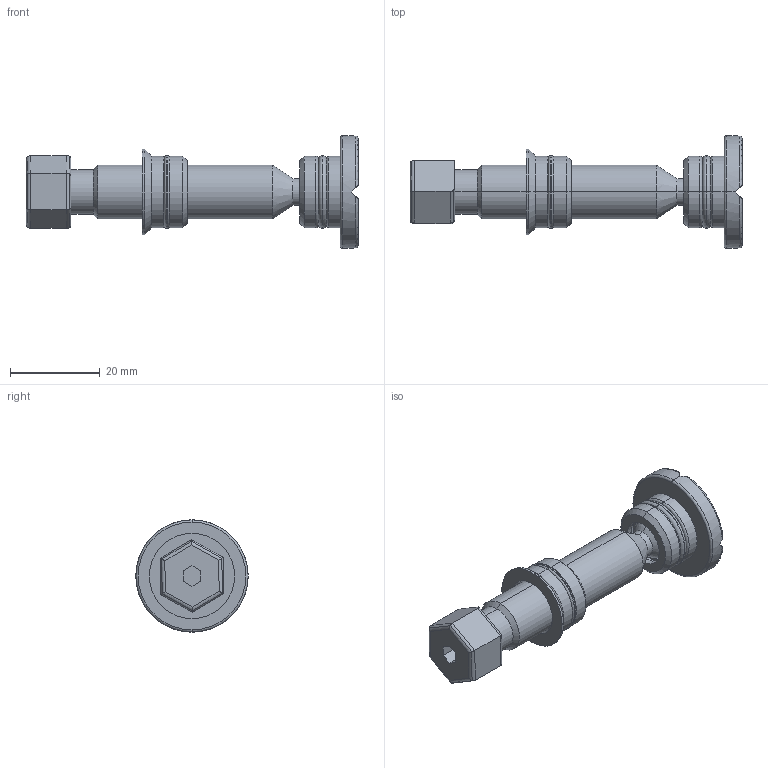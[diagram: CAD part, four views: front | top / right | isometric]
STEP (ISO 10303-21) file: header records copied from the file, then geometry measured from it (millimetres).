
FILE_DESCRIPTION(('STEP AP214'),'1');
FILE_NAME('160666.STP','2011-09-08T13:06:10',(' '),(' '),'Spatial InterOp 3D',' ',' ');
FILE_SCHEMA(('automotive_design'));
Length unit declared in the file: millimetre
Products named in the file (5): Zylinder; Kugel
Bounding box: 74 x 25 x 25 mm (x, y, z)
Volume: 11728 mm3; surface area: 7102.4 mm2
Topology: 5 solids, 5 shells, 131 faces, 277 edges, 162 vertices
Faces by surface type: cylinder 50, plane 41, torus 22, cone 14, sphere 4
Entity records: 4764 total; most frequent: CARTESIAN_POINT 707, DIRECTION 686, ORIENTED_EDGE 546, AXIS2_PLACEMENT_3D 285, EDGE_CURVE 273, VERTEX_POINT 162, EDGE_LOOP 143, STYLED_ITEM 136
